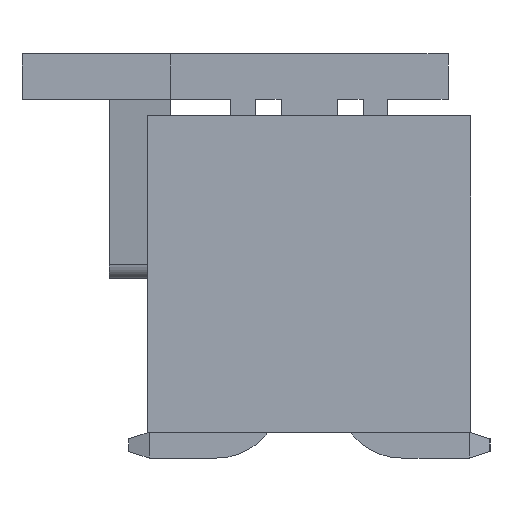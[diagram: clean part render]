
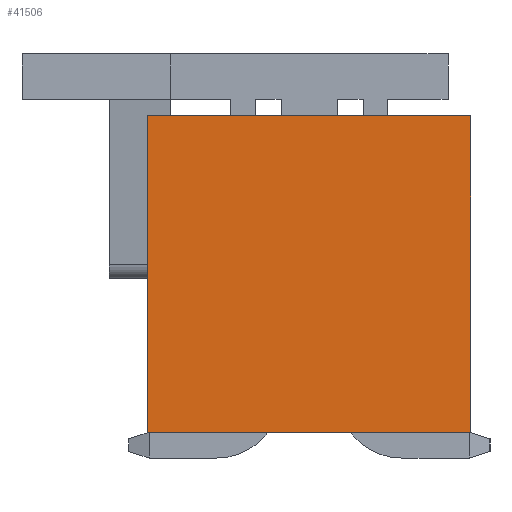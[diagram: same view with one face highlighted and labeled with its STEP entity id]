
A CAD part, front view. The second image highlights one B-rep face of the part: STEP entity #41506.
In plain terms, the highlighted face is planar.
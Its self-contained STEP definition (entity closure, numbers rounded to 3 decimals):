
#2031=ORIENTED_EDGE('',*,*,#10085,.F.);
#2032=ORIENTED_EDGE('',*,*,#10086,.F.);
#2033=ORIENTED_EDGE('',*,*,#10087,.T.);
#2034=ORIENTED_EDGE('',*,*,#10088,.T.);
#10085=EDGE_CURVE('',#14112,#14113,#16989,.T.);
#10086=EDGE_CURVE('',#14114,#14112,#16990,.T.);
#10087=EDGE_CURVE('',#14114,#14115,#16991,.T.);
#10088=EDGE_CURVE('',#14115,#14113,#16992,.T.);
#14112=VERTEX_POINT('',#55054);
#14113=VERTEX_POINT('',#55055);
#14114=VERTEX_POINT('',#55057);
#14115=VERTEX_POINT('',#55059);
#16989=LINE('',#55053,#21035);
#16990=LINE('',#55056,#21036);
#16991=LINE('',#55058,#21037);
#16992=LINE('',#55060,#21038);
#21035=VECTOR('',#46536,1000.);
#21036=VECTOR('',#46537,1000.);
#21037=VECTOR('',#46538,1000.);
#21038=VECTOR('',#46539,1000.);
#24334=EDGE_LOOP('',(#2031,#2032,#2033,#2034));
#26108=FACE_BOUND('',#24334,.T.);
#27833=PLANE('',#43237);
#41506=ADVANCED_FACE('',(#26108),#27833,.T.);
#43237=AXIS2_PLACEMENT_3D('',#55052,#46534,#46535);
#46534=DIRECTION('',(1.,0.,0.));
#46535=DIRECTION('',(0.,0.,-1.));
#46536=DIRECTION('',(0.,0.,-1.));
#46537=DIRECTION('',(0.,1.,0.));
#46538=DIRECTION('',(0.,0.,-1.));
#46539=DIRECTION('',(0.,1.,0.));
#55052=CARTESIAN_POINT('',(22.225,-2.5,2.45));
#55053=CARTESIAN_POINT('',(22.225,2.5,2.45));
#55054=CARTESIAN_POINT('',(22.225,2.5,2.45));
#55055=CARTESIAN_POINT('',(22.225,2.5,-2.45));
#55056=CARTESIAN_POINT('',(22.225,-2.5,2.45));
#55057=CARTESIAN_POINT('',(22.225,-2.5,2.45));
#55058=CARTESIAN_POINT('',(22.225,-2.5,2.45));
#55059=CARTESIAN_POINT('',(22.225,-2.5,-2.45));
#55060=CARTESIAN_POINT('',(22.225,-2.5,-2.45));
